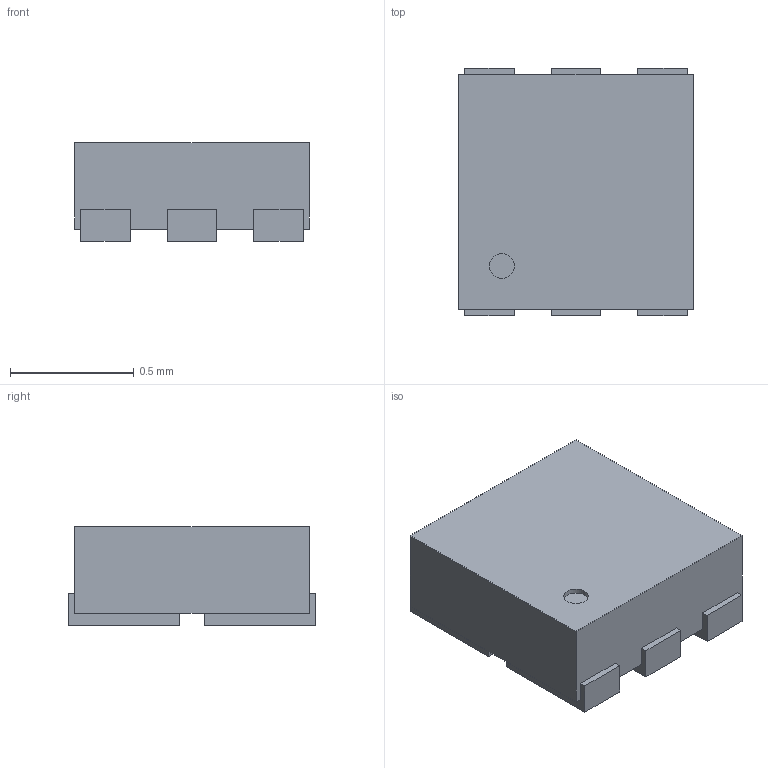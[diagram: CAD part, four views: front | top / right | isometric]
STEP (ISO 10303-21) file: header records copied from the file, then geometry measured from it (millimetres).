
FILE_DESCRIPTION(/* description */ ('model of DFN-6_1.0x1.0mm_P0.35mm'),/* implementation_level */ '2;1');
FILE_NAME(/* name */ 'DFN-6_1.0x1.0mm_P0.35mm.step',/* time_stamp */ '2021-04-29T22:15:51',/* author */ ('kicad StepUp','ksu'),/* organization */ ('FreeCAD'),/* preprocessor_version */ 'OCC',/* originating_system */ 'kicad StepUp',/* authorisation */ '');
FILE_SCHEMA(('AUTOMOTIVE_DESIGN { 1 0 10303 214 1 1 1 1 }'));
Length unit declared in the file: millimetre
Products named in the file (1): DFN_6_10x10mm_P035mm
Bounding box: 0.95 x 1 x 0.4 mm (x, y, z)
Volume: 0.3 mm3; surface area: 3.6 mm2
Topology: 1 solids, 1 shells, 44 faces, 123 edges, 82 vertices
Faces by surface type: plane 43, cylinder 1
Full cylindrical faces by diameter (mm): 0.1 x1
Entity records: 3035 total; most frequent: CARTESIAN_POINT 538, DIRECTION 424, LINE 329, VECTOR 329, ORIENTED_EDGE 246, PCURVE 246, DEFINITIONAL_REPRESENTATION 246, EDGE_CURVE 123
